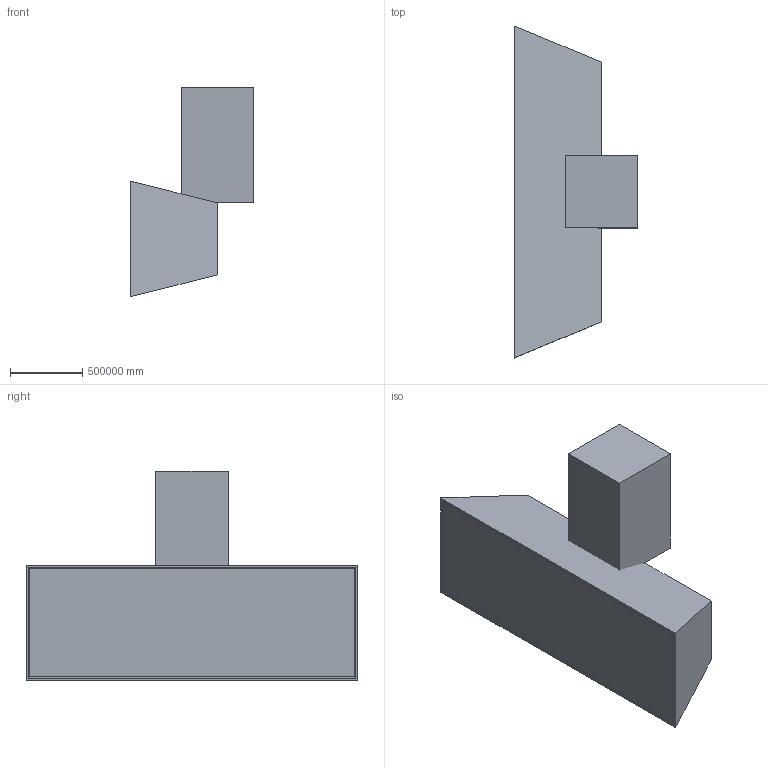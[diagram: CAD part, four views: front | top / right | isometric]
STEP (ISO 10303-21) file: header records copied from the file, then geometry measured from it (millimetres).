
FILE_DESCRIPTION(('FreeCAD Model'),'2;1');
FILE_NAME('Open CASCADE Shape Model','2025-08-15T13:32:19',('Author'),( ''),'Open CASCADE STEP processor 7.8','FreeCAD','Unknown');
FILE_SCHEMA(('AUTOMOTIVE_DESIGN { 1 0 10303 214 1 1 1 1 }'));
Length unit declared in the file: metre
Products named in the file (7): Campana; Chimenea; TPS_Mid_Solid; TPS_Ext_Solid; TPS_Exterior; TPS_Intermedia; TPS_Core_Solid
Bounding box: 850000 x 2300000 x 1450000 mm (x, y, z)
Surface area: 39463462657378.7 mm2
Topology: 7 solids, 7 shells, 50 faces, 108 edges, 72 vertices
Faces by surface type: bspline 32, plane 18
Entity records: 2812 total; most frequent: CARTESIAN_POINT 607, DIRECTION 298, LINE 260, VECTOR 260, ORIENTED_EDGE 216, PCURVE 216, DEFINITIONAL_REPRESENTATION 216, EDGE_CURVE 108
